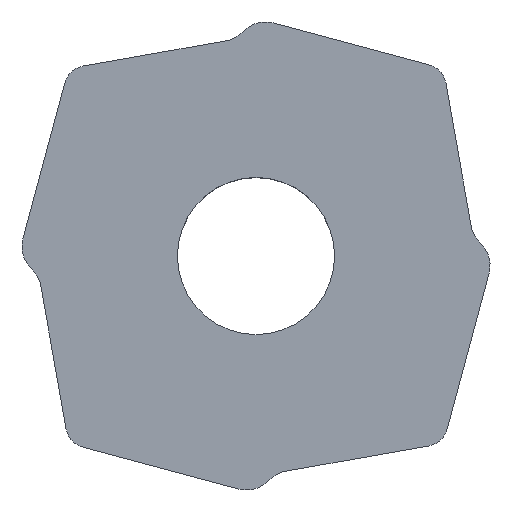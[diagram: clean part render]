
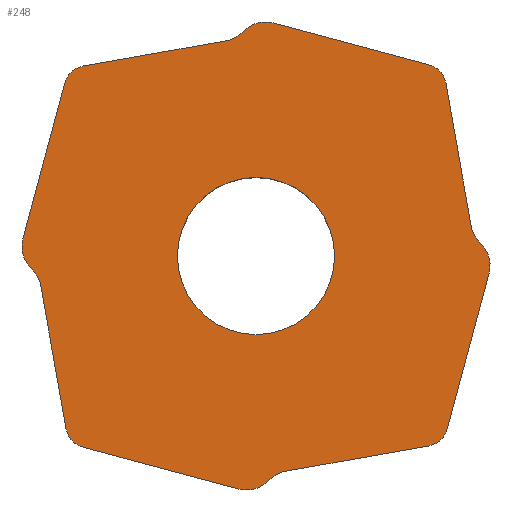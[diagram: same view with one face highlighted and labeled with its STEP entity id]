
A CAD part, top view. The second image highlights one B-rep face of the part: STEP entity #248.
In plain terms, the highlighted planar face has unit normal (0, 0, 1).
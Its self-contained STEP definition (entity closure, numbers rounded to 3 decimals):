
#248=ADVANCED_FACE('',(#377,#378),#351,.T.);
#351=PLANE('',#1894);
#377=FACE_BOUND('',#383,.T.);
#378=FACE_BOUND('',#384,.T.);
#383=EDGE_LOOP('',(#489));
#384=EDGE_LOOP('',(#490,#491,#492,#493,#494,#495,#496,#497,#498,#499,#500,
#501,#502,#503,#504,#505,#506,#507,#508,#509,#510,#511,#512,#513));
#489=ORIENTED_EDGE('',*,*,#1139,.T.);
#490=ORIENTED_EDGE('',*,*,#1140,.F.);
#491=ORIENTED_EDGE('',*,*,#1141,.T.);
#492=ORIENTED_EDGE('',*,*,#1142,.T.);
#493=ORIENTED_EDGE('',*,*,#1143,.T.);
#494=ORIENTED_EDGE('',*,*,#1144,.T.);
#495=ORIENTED_EDGE('',*,*,#1145,.T.);
#496=ORIENTED_EDGE('',*,*,#1146,.F.);
#497=ORIENTED_EDGE('',*,*,#1147,.T.);
#498=ORIENTED_EDGE('',*,*,#1148,.T.);
#499=ORIENTED_EDGE('',*,*,#1149,.T.);
#500=ORIENTED_EDGE('',*,*,#1150,.T.);
#501=ORIENTED_EDGE('',*,*,#1151,.T.);
#502=ORIENTED_EDGE('',*,*,#1152,.F.);
#503=ORIENTED_EDGE('',*,*,#1153,.T.);
#504=ORIENTED_EDGE('',*,*,#1154,.T.);
#505=ORIENTED_EDGE('',*,*,#1155,.T.);
#506=ORIENTED_EDGE('',*,*,#1156,.T.);
#507=ORIENTED_EDGE('',*,*,#1157,.T.);
#508=ORIENTED_EDGE('',*,*,#1158,.F.);
#509=ORIENTED_EDGE('',*,*,#1159,.T.);
#510=ORIENTED_EDGE('',*,*,#1160,.T.);
#511=ORIENTED_EDGE('',*,*,#1161,.T.);
#512=ORIENTED_EDGE('',*,*,#1162,.T.);
#513=ORIENTED_EDGE('',*,*,#1163,.T.);
#989=VERTEX_POINT('',#2626);
#990=VERTEX_POINT('',#2628);
#991=VERTEX_POINT('',#2629);
#992=VERTEX_POINT('',#2631);
#993=VERTEX_POINT('',#2633);
#994=VERTEX_POINT('',#2635);
#995=VERTEX_POINT('',#2637);
#996=VERTEX_POINT('',#2639);
#997=VERTEX_POINT('',#2641);
#998=VERTEX_POINT('',#2643);
#999=VERTEX_POINT('',#2645);
#1000=VERTEX_POINT('',#2647);
#1001=VERTEX_POINT('',#2649);
#1002=VERTEX_POINT('',#2651);
#1003=VERTEX_POINT('',#2653);
#1004=VERTEX_POINT('',#2655);
#1005=VERTEX_POINT('',#2657);
#1006=VERTEX_POINT('',#2659);
#1007=VERTEX_POINT('',#2661);
#1008=VERTEX_POINT('',#2663);
#1009=VERTEX_POINT('',#2665);
#1010=VERTEX_POINT('',#2667);
#1011=VERTEX_POINT('',#2669);
#1012=VERTEX_POINT('',#2671);
#1013=VERTEX_POINT('',#2673);
#1139=EDGE_CURVE('',#989,#989,#1389,.T.);
#1140=EDGE_CURVE('',#990,#991,#1686,.T.);
#1141=EDGE_CURVE('',#990,#992,#1457,.T.);
#1142=EDGE_CURVE('',#992,#993,#1687,.T.);
#1143=EDGE_CURVE('',#993,#994,#1458,.T.);
#1144=EDGE_CURVE('',#994,#995,#1688,.T.);
#1145=EDGE_CURVE('',#995,#996,#1459,.T.);
#1146=EDGE_CURVE('',#997,#996,#1689,.T.);
#1147=EDGE_CURVE('',#997,#998,#1460,.T.);
#1148=EDGE_CURVE('',#998,#999,#1690,.T.);
#1149=EDGE_CURVE('',#999,#1000,#1461,.T.);
#1150=EDGE_CURVE('',#1000,#1001,#1691,.T.);
#1151=EDGE_CURVE('',#1001,#1002,#1462,.T.);
#1152=EDGE_CURVE('',#1003,#1002,#1692,.T.);
#1153=EDGE_CURVE('',#1003,#1004,#1463,.T.);
#1154=EDGE_CURVE('',#1004,#1005,#1693,.T.);
#1155=EDGE_CURVE('',#1005,#1006,#1464,.T.);
#1156=EDGE_CURVE('',#1006,#1007,#1694,.T.);
#1157=EDGE_CURVE('',#1007,#1008,#1465,.T.);
#1158=EDGE_CURVE('',#1009,#1008,#1695,.T.);
#1159=EDGE_CURVE('',#1009,#1010,#1466,.T.);
#1160=EDGE_CURVE('',#1010,#1011,#1696,.T.);
#1161=EDGE_CURVE('',#1011,#1012,#1467,.T.);
#1162=EDGE_CURVE('',#1012,#1013,#1697,.T.);
#1163=EDGE_CURVE('',#1013,#991,#1468,.T.);
#1389=CIRCLE('',#1881,1.3);
#1457=ELLIPSE('',#1882,0.512,0.5);
#1458=ELLIPSE('',#1883,0.51,0.5);
#1459=ELLIPSE('',#1884,0.41,0.4);
#1460=ELLIPSE('',#1885,0.512,0.5);
#1461=ELLIPSE('',#1886,0.51,0.5);
#1462=ELLIPSE('',#1887,0.41,0.4);
#1463=ELLIPSE('',#1888,0.512,0.5);
#1464=ELLIPSE('',#1889,0.51,0.5);
#1465=ELLIPSE('',#1890,0.41,0.4);
#1466=ELLIPSE('',#1891,0.512,0.5);
#1467=ELLIPSE('',#1892,0.51,0.5);
#1468=ELLIPSE('',#1893,0.41,0.4);
#1686=LINE('',#2627,#1782);
#1687=LINE('',#2632,#1783);
#1688=LINE('',#2636,#1784);
#1689=LINE('',#2640,#1785);
#1690=LINE('',#2644,#1786);
#1691=LINE('',#2648,#1787);
#1692=LINE('',#2652,#1788);
#1693=LINE('',#2656,#1789);
#1694=LINE('',#2660,#1790);
#1695=LINE('',#2664,#1791);
#1696=LINE('',#2668,#1792);
#1697=LINE('',#2672,#1793);
#1782=VECTOR('',#2122,1.);
#1783=VECTOR('',#2125,1.);
#1784=VECTOR('',#2128,1.);
#1785=VECTOR('',#2131,1.);
#1786=VECTOR('',#2134,1.);
#1787=VECTOR('',#2137,1.);
#1788=VECTOR('',#2140,1.);
#1789=VECTOR('',#2143,1.);
#1790=VECTOR('',#2146,1.);
#1791=VECTOR('',#2149,1.);
#1792=VECTOR('',#2152,1.);
#1793=VECTOR('',#2155,1.);
#1881=AXIS2_PLACEMENT_3D('',#2625,#2120,#2121);
#1882=AXIS2_PLACEMENT_3D('',#2630,#2123,#2124);
#1883=AXIS2_PLACEMENT_3D('',#2634,#2126,#2127);
#1884=AXIS2_PLACEMENT_3D('',#2638,#2129,#2130);
#1885=AXIS2_PLACEMENT_3D('',#2642,#2132,#2133);
#1886=AXIS2_PLACEMENT_3D('',#2646,#2135,#2136);
#1887=AXIS2_PLACEMENT_3D('',#2650,#2138,#2139);
#1888=AXIS2_PLACEMENT_3D('',#2654,#2141,#2142);
#1889=AXIS2_PLACEMENT_3D('',#2658,#2144,#2145);
#1890=AXIS2_PLACEMENT_3D('',#2662,#2147,#2148);
#1891=AXIS2_PLACEMENT_3D('',#2666,#2150,#2151);
#1892=AXIS2_PLACEMENT_3D('',#2670,#2153,#2154);
#1893=AXIS2_PLACEMENT_3D('',#2674,#2156,#2157);
#1894=AXIS2_PLACEMENT_3D('',#2675,#2158,#2159);
#2120=DIRECTION('',(0.,0.,-1.));
#2121=DIRECTION('',(1.,0.,0.));
#2122=DIRECTION('',(-0.966,0.259,0.));
#2123=DIRECTION('',(0.,0.,1.));
#2124=DIRECTION('',(0.233,-0.972,0.));
#2125=DIRECTION('',(0.743,0.669,0.));
#2126=DIRECTION('',(0.,0.,-1.));
#2127=DIRECTION('',(-0.438,0.899,0.));
#2128=DIRECTION('',(0.985,0.174,0.));
#2129=DIRECTION('',(0.,0.,1.));
#2130=DIRECTION('',(0.676,-0.737,0.));
#2131=DIRECTION('',(-0.259,-0.966,0.));
#2132=DIRECTION('',(0.,0.,1.));
#2133=DIRECTION('',(0.972,0.233,0.));
#2134=DIRECTION('',(-0.669,0.743,0.));
#2135=DIRECTION('',(0.,0.,-1.));
#2136=DIRECTION('',(-0.899,-0.438,0.));
#2137=DIRECTION('',(-0.174,0.985,0.));
#2138=DIRECTION('',(0.,0.,1.));
#2139=DIRECTION('',(0.737,0.676,0.));
#2140=DIRECTION('',(0.966,-0.259,0.));
#2141=DIRECTION('',(0.,0.,1.));
#2142=DIRECTION('',(-0.233,0.972,0.));
#2143=DIRECTION('',(-0.743,-0.669,0.));
#2144=DIRECTION('',(0.,0.,-1.));
#2145=DIRECTION('',(0.438,-0.899,0.));
#2146=DIRECTION('',(-0.985,-0.174,0.));
#2147=DIRECTION('',(0.,0.,1.));
#2148=DIRECTION('',(-0.676,0.737,0.));
#2149=DIRECTION('',(0.259,0.966,0.));
#2150=DIRECTION('',(0.,0.,1.));
#2151=DIRECTION('',(-0.972,-0.233,0.));
#2152=DIRECTION('',(0.669,-0.743,0.));
#2153=DIRECTION('',(0.,0.,-1.));
#2154=DIRECTION('',(0.899,0.438,0.));
#2155=DIRECTION('',(0.174,-0.985,0.));
#2156=DIRECTION('',(0.,0.,1.));
#2157=DIRECTION('',(-0.737,-0.676,0.));
#2158=DIRECTION('',(0.,0.,1.));
#2159=DIRECTION('',(1.,0.,0.));
#2625=CARTESIAN_POINT('',(0.,0.,0.));
#2626=CARTESIAN_POINT('',(1.3,0.,0.));
#2627=CARTESIAN_POINT('',(-0.983,-3.667,0.));
#2628=CARTESIAN_POINT('',(-0.281,-3.855,0.));
#2629=CARTESIAN_POINT('',(-2.858,-3.165,0.));
#2630=CARTESIAN_POINT('',(-0.159,-3.361,0.));
#2631=CARTESIAN_POINT('',(0.174,-3.746,0.));
#2632=CARTESIAN_POINT('',(1.941,-2.155,0.));
#2633=CARTESIAN_POINT('',(0.249,-3.678,0.));
#2634=CARTESIAN_POINT('',(0.586,-4.061,0.));
#2635=CARTESIAN_POINT('',(0.492,-3.56,0.));
#2636=CARTESIAN_POINT('',(0.624,-3.537,0.));
#2637=CARTESIAN_POINT('',(2.854,-3.143,0.));
#2638=CARTESIAN_POINT('',(2.774,-2.744,0.));
#2639=CARTESIAN_POINT('',(3.165,-2.858,0.));
#2640=CARTESIAN_POINT('',(3.667,-0.983,0.));
#2641=CARTESIAN_POINT('',(3.855,-0.281,0.));
#2642=CARTESIAN_POINT('',(3.361,-0.159,0.));
#2643=CARTESIAN_POINT('',(3.746,0.174,0.));
#2644=CARTESIAN_POINT('',(2.155,1.941,0.));
#2645=CARTESIAN_POINT('',(3.678,0.249,0.));
#2646=CARTESIAN_POINT('',(4.061,0.586,0.));
#2647=CARTESIAN_POINT('',(3.56,0.492,0.));
#2648=CARTESIAN_POINT('',(3.537,0.624,0.));
#2649=CARTESIAN_POINT('',(3.143,2.854,0.));
#2650=CARTESIAN_POINT('',(2.744,2.774,0.));
#2651=CARTESIAN_POINT('',(2.858,3.165,0.));
#2652=CARTESIAN_POINT('',(0.983,3.667,0.));
#2653=CARTESIAN_POINT('',(0.281,3.855,0.));
#2654=CARTESIAN_POINT('',(0.159,3.361,0.));
#2655=CARTESIAN_POINT('',(-0.174,3.746,0.));
#2656=CARTESIAN_POINT('',(-1.941,2.155,0.));
#2657=CARTESIAN_POINT('',(-0.249,3.678,0.));
#2658=CARTESIAN_POINT('',(-0.586,4.061,0.));
#2659=CARTESIAN_POINT('',(-0.492,3.56,0.));
#2660=CARTESIAN_POINT('',(-0.624,3.537,0.));
#2661=CARTESIAN_POINT('',(-2.854,3.143,0.));
#2662=CARTESIAN_POINT('',(-2.774,2.744,0.));
#2663=CARTESIAN_POINT('',(-3.165,2.858,0.));
#2664=CARTESIAN_POINT('',(-3.667,0.983,0.));
#2665=CARTESIAN_POINT('',(-3.855,0.281,0.));
#2666=CARTESIAN_POINT('',(-3.361,0.159,0.));
#2667=CARTESIAN_POINT('',(-3.746,-0.174,0.));
#2668=CARTESIAN_POINT('',(-2.155,-1.941,0.));
#2669=CARTESIAN_POINT('',(-3.678,-0.249,0.));
#2670=CARTESIAN_POINT('',(-4.061,-0.586,0.));
#2671=CARTESIAN_POINT('',(-3.56,-0.492,0.));
#2672=CARTESIAN_POINT('',(-3.537,-0.624,0.));
#2673=CARTESIAN_POINT('',(-3.143,-2.854,0.));
#2674=CARTESIAN_POINT('',(-2.744,-2.774,0.));
#2675=CARTESIAN_POINT('',(0.,0.,0.));
